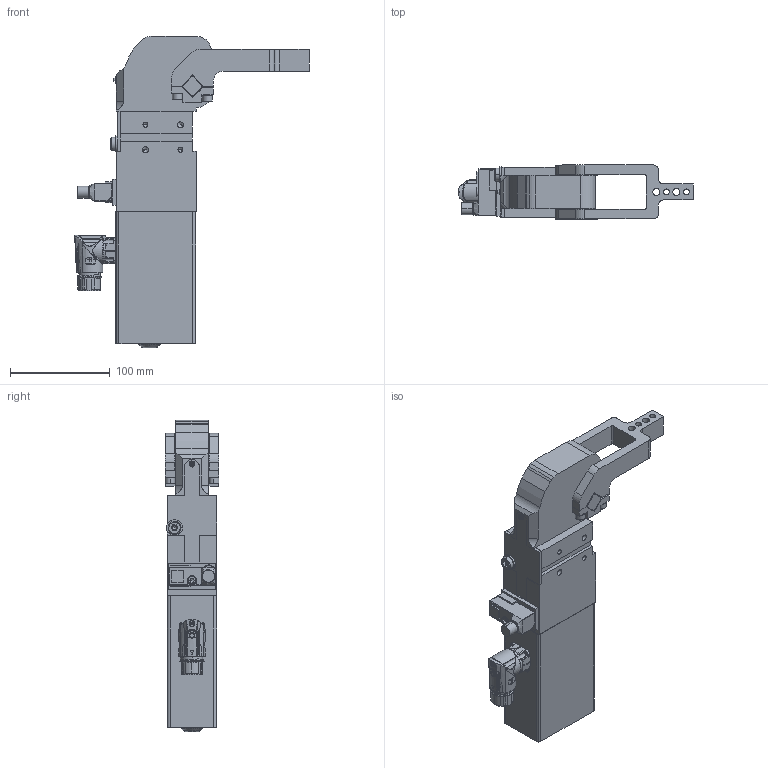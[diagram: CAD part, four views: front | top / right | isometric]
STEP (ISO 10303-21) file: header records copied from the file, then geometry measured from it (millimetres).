
FILE_DESCRIPTION(('CATIA V5 STEP Exchange'),'2;1');
FILE_NAME('EK_40_1_A10_T12_24V_TUENKERS.stp','2017-05-12T06:01:52+00:00',('none'),('none'),'CATIA Version 5-6 Release 2014 SP1 HF29','CATIA V5 STEP AP203','none');
FILE_SCHEMA(('CONFIG_CONTROL_DESIGN'));
Products named in the file (1): EK_40_1_A10_T12_24V_TUENKERS
Bounding box: 234.85 x 54 x 311.43 mm (x, y, z)
Volume: 1217000.1 mm3; surface area: 158484.2 mm2
Topology: 4 solids, 15 shells, 1294 faces, 3539 edges, 2264 vertices
Faces by surface type: cylinder 480, plane 433, cone 163, bspline 103, sphere 58, torus 57
Entity records: 45100 total; most frequent: CARTESIAN_POINT 15696, ORIENTED_EDGE 6890, DIRECTION 4539, EDGE_CURVE 3445, VERTEX_POINT 2264, AXIS2_PLACEMENT_3D 2042, VECTOR 1420, LINE 1420
